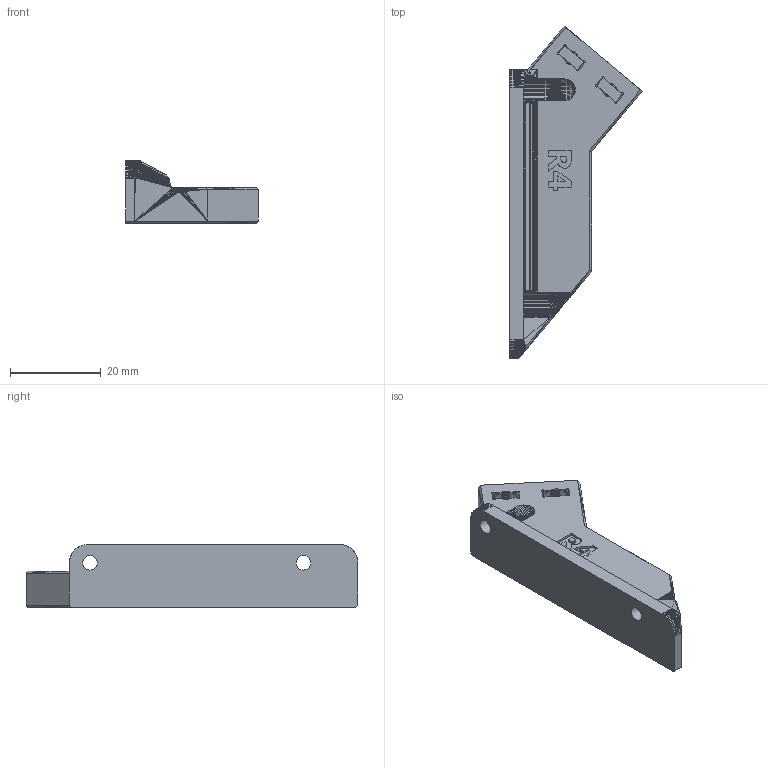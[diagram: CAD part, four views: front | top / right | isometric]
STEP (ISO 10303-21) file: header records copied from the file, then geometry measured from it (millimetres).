
FILE_DESCRIPTION(/* description */ (''),/* implementation_level */ '2;1');
FILE_NAME(/* name */ 'xlcd_support_left_R4.stp',/* time_stamp */ '2024-04-12T09:45:10+02:00',/* author */ ('matyas.moudry'),/* organization */ (''),/* preprocessor_version */ 'ST-DEVELOPER v19',/* originating_system */ 'Autodesk Inventor 2023',/* authorisation */ '');
FILE_SCHEMA (('AUTOMOTIVE_DESIGN { 1 0 10303 214 3 1 1 }'));
Length unit declared in the file: millimetre
Products named in the file (1): xlcd_support_left_R4
Bounding box: 29.1 x 73.06 x 13.8 mm (x, y, z)
Volume: 10550.3 mm3; surface area: 4814.2 mm2
Topology: 1 solids, 1 shells, 1679 faces, 2935 edges, 1260 vertices
Faces by surface type: plane 1658, cylinder 14, bspline 7
Full cylindrical faces by diameter (mm): 3.2 x2
Entity records: 36723 total; most frequent: DIRECTION 6283, CARTESIAN_POINT 6062, ORIENTED_EDGE 5870, EDGE_CURVE 2935, LINE 2889, VECTOR 2889, AXIS2_PLACEMENT_3D 1697, EDGE_LOOP 1689
